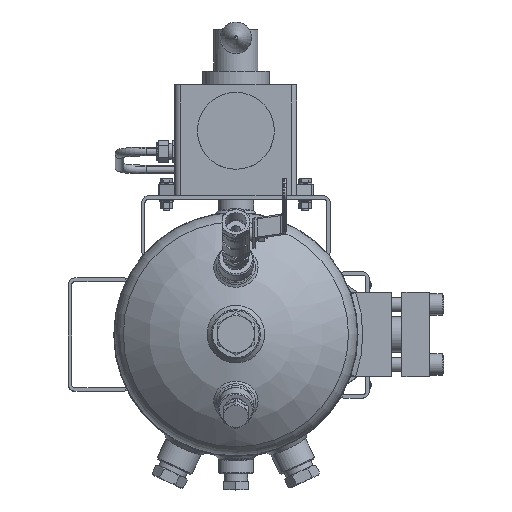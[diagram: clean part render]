
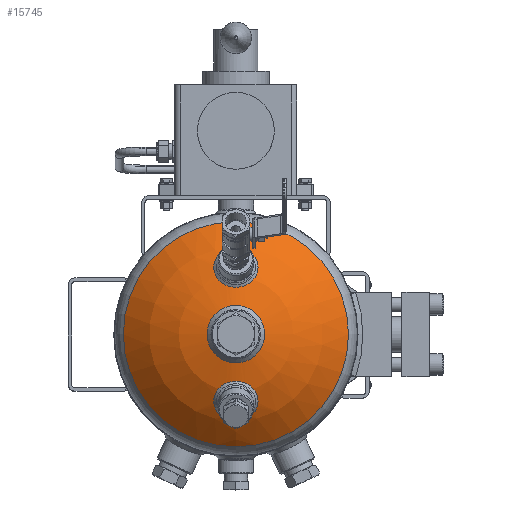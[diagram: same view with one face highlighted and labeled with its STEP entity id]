
A CAD part, top view. The second image highlights one B-rep face of the part: STEP entity #15745.
In plain terms, the highlighted spherical face has radius 140.215 mm.
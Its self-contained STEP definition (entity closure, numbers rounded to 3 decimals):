
#2173=SPHERICAL_SURFACE('',#20476,140.215);
#3450=CIRCLE('',#20477,17.526);
#3451=CIRCLE('',#20478,22.513);
#3452=CIRCLE('',#20479,17.526);
#3453=CIRCLE('',#20480,101.553);
#4176=ORIENTED_EDGE('',*,*,#8365,.T.);
#4177=ORIENTED_EDGE('',*,*,#8366,.T.);
#4178=ORIENTED_EDGE('',*,*,#8367,.T.);
#4179=ORIENTED_EDGE('',*,*,#8368,.F.);
#8365=EDGE_CURVE('',#10472,#10472,#3450,.T.);
#8366=EDGE_CURVE('',#10473,#10473,#3451,.T.);
#8367=EDGE_CURVE('',#10474,#10474,#3452,.T.);
#8368=EDGE_CURVE('',#10475,#10475,#3453,.T.);
#10472=VERTEX_POINT('',#28331);
#10473=VERTEX_POINT('',#28333);
#10474=VERTEX_POINT('',#28335);
#10475=VERTEX_POINT('',#28337);
#12378=EDGE_LOOP('',(#4176));
#12379=EDGE_LOOP('',(#4177));
#12380=EDGE_LOOP('',(#4178));
#12381=EDGE_LOOP('',(#4179));
#13946=FACE_BOUND('',#12378,.T.);
#13947=FACE_BOUND('',#12379,.T.);
#13948=FACE_BOUND('',#12380,.T.);
#13949=FACE_BOUND('',#12381,.T.);
#15745=ADVANCED_FACE('',(#13946,#13947,#13948,#13949),#2173,.T.);
#20476=AXIS2_PLACEMENT_3D('',#28329,#22267,#22268);
#20477=AXIS2_PLACEMENT_3D('',#28330,#22269,#22270);
#20478=AXIS2_PLACEMENT_3D('',#28332,#22271,#22272);
#20479=AXIS2_PLACEMENT_3D('',#28334,#22273,#22274);
#20480=AXIS2_PLACEMENT_3D('',#28336,#22275,#22276);
#22267=DIRECTION('',(0.,0.,-1.));
#22268=DIRECTION('',(-1.,0.,0.));
#22269=DIRECTION('',(-0.435,0.,-0.9));
#22270=DIRECTION('',(-0.9,0.,0.435));
#22271=DIRECTION('',(0.,0.,-1.));
#22272=DIRECTION('',(-1.,0.,0.));
#22273=DIRECTION('',(0.435,0.,-0.9));
#22274=DIRECTION('',(-0.9,0.,-0.435));
#22275=DIRECTION('',(0.,0.,-1.));
#22276=DIRECTION('',(-1.,0.,0.));
#28329=CARTESIAN_POINT('',(0.,0.,-38.615));
#28330=CARTESIAN_POINT('',(60.522,0.,86.646));
#28331=CARTESIAN_POINT('',(44.741,0.,94.27));
#28332=CARTESIAN_POINT('',(0.,0.,99.781));
#28333=CARTESIAN_POINT('',(-22.513,0.,99.781));
#28334=CARTESIAN_POINT('',(-60.522,0.,86.646));
#28335=CARTESIAN_POINT('',(-76.302,0.,79.021));
#28336=CARTESIAN_POINT('',(0.,0.,58.066));
#28337=CARTESIAN_POINT('',(-101.553,0.,58.066));
